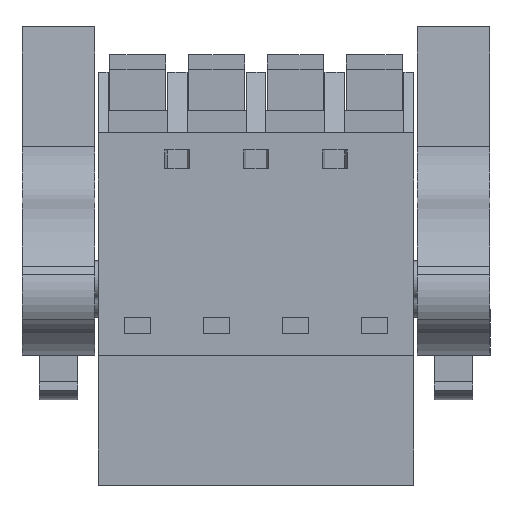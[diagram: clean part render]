
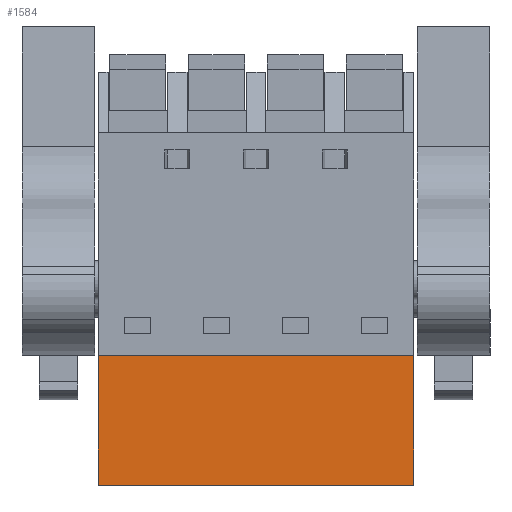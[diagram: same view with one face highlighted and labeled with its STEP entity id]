
A CAD part, front view. The second image highlights one B-rep face of the part: STEP entity #1584.
In plain terms, the highlighted planar face has unit normal (0, -1, 0).
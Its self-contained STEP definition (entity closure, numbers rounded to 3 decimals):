
#1564=AXIS2_PLACEMENT_3D('Plane Axis2P3D',#1561,#1562,#1563) ;
#84=CARTESIAN_POINT('Vertex',(4.91,1.518,0.)) ;
#87=CARTESIAN_POINT('Line Origine',(4.91,1.518,4.175)) ;
#91=CARTESIAN_POINT('Vertex',(4.91,1.518,8.35)) ;
#1460=CARTESIAN_POINT('Vertex',(25.23,1.518,0.)) ;
#1463=CARTESIAN_POINT('Line Origine',(15.07,1.518,0.)) ;
#1561=CARTESIAN_POINT('Axis2P3D Location',(4.91,1.518,8.35)) ;
#1566=CARTESIAN_POINT('Line Origine',(25.23,1.518,4.175)) ;
#1570=CARTESIAN_POINT('Vertex',(25.23,1.518,8.35)) ;
#1573=CARTESIAN_POINT('Line Origine',(15.07,1.518,8.35)) ;
#88=DIRECTION('Vector Direction',(0.,0.,-1.)) ;
#1464=DIRECTION('Vector Direction',(1.,0.,0.)) ;
#1562=DIRECTION('Axis2P3D Direction',(0.,-1.,0.)) ;
#1563=DIRECTION('Axis2P3D XDirection',(0.,0.,-1.)) ;
#1567=DIRECTION('Vector Direction',(0.,0.,-1.)) ;
#1574=DIRECTION('Vector Direction',(1.,0.,0.)) ;
#89=VECTOR('Line Direction',#88,1.) ;
#1465=VECTOR('Line Direction',#1464,1.) ;
#1568=VECTOR('Line Direction',#1567,1.) ;
#1575=VECTOR('Line Direction',#1574,1.) ;
#1579=ORIENTED_EDGE('',*,*,#93,.F.) ;
#1580=ORIENTED_EDGE('',*,*,#1467,.T.) ;
#1581=ORIENTED_EDGE('',*,*,#1572,.F.) ;
#1582=ORIENTED_EDGE('',*,*,#1577,.F.) ;
#1584=ADVANCED_FACE('HOUSING',(#1583),#1565,.T.) ;
#93=EDGE_CURVE('',#85,#92,#90,.F.) ;
#1467=EDGE_CURVE('',#85,#1461,#1466,.T.) ;
#1572=EDGE_CURVE('',#1571,#1461,#1569,.T.) ;
#1577=EDGE_CURVE('',#92,#1571,#1576,.T.) ;
#1578=EDGE_LOOP('',(#1579,#1580,#1581,#1582)) ;
#1583=FACE_OUTER_BOUND('',#1578,.T.) ;
#90=LINE('Line',#87,#89) ;
#1466=LINE('Line',#1463,#1465) ;
#1569=LINE('Line',#1566,#1568) ;
#1576=LINE('Line',#1573,#1575) ;
#1565=PLANE('',#1564) ;
#85=VERTEX_POINT('',#84) ;
#92=VERTEX_POINT('',#91) ;
#1461=VERTEX_POINT('',#1460) ;
#1571=VERTEX_POINT('',#1570) ;
